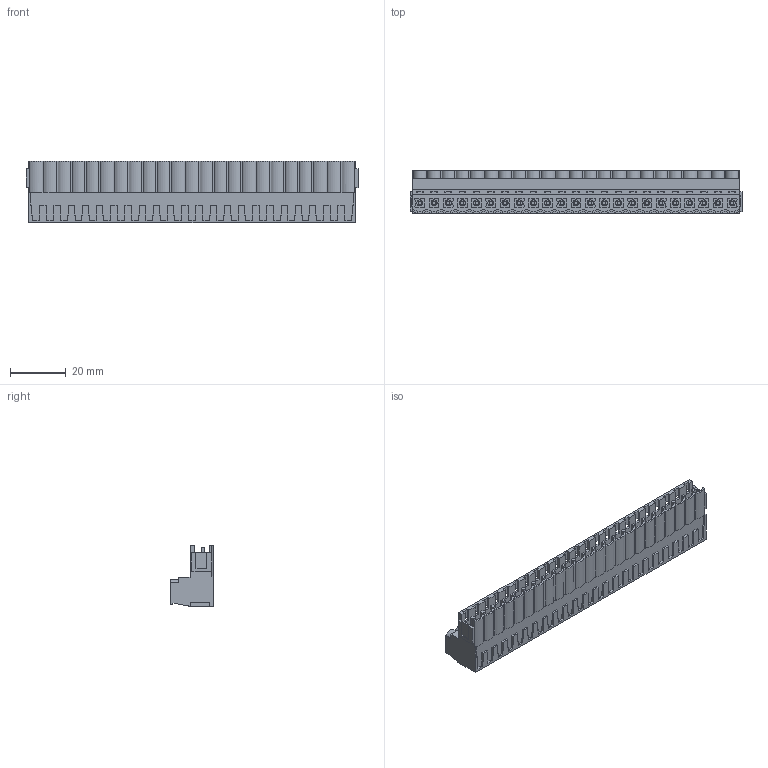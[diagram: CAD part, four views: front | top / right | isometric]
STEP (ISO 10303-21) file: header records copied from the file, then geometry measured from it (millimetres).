
FILE_DESCRIPTION(('CATIA V5 STEP Exchange','CAx-IF Rec.Pracs.--- Model Styling and Organization---1.4--- 2014-01-23'),'2;1');
FILE_NAME ('D1454249_1_1645210000_1645210000.stp','2022-08-02T13:32:23+00:00',('none'),('Weidmueller'),'CATIA Version 5-6 Release 2016 SP3 HF44','CATIA V5 STEP AP214','none');
FILE_SCHEMA(('AUTOMOTIVE_DESIGN { 1 0 10303 214 1 1 1 1 }'));
Length unit declared in the file: millimetre
Products named in the file (1): 1645210000
Bounding box: 118.8 x 15.3 x 22.05 mm (x, y, z)
Volume: 19983.4 mm3; surface area: 16886.7 mm2
Topology: 47 solids, 47 shells, 1590 faces, 4136 edges, 2732 vertices
Faces by surface type: plane 1199, cylinder 299, extrusion 92
Entity records: 46989 total; most frequent: CARTESIAN_POINT 11256, ORIENTED_EDGE 8272, DIRECTION 5527, EDGE_CURVE 4136, VECTOR 3352, LINE 3260, VERTEX_POINT 2732, EDGE_LOOP 1728
